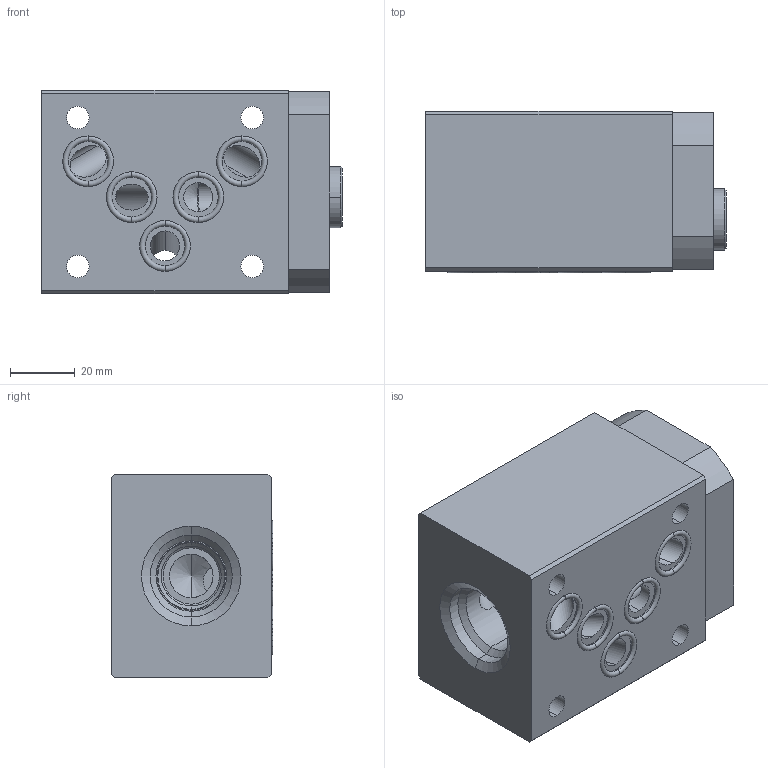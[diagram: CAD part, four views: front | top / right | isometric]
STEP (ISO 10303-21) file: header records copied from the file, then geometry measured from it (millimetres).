
FILE_DESCRIPTION (( 'STEP AP203' ), '1' );
FILE_NAME ('MH05CBW-11A3-G02-Z21.STEP', '2025-01-10T02:28:00', ( 'user' ), ( '' ), 'SwSTEP 2.0', 'SolidWorks 2018', '' );
FILE_SCHEMA (( 'CONFIG_CONTROL_DESIGN' ));
Length unit declared in the file: millimetre
Products named in the file (6): 4KE161101A001; MH05CBW-11A3-G02-Z21; 6DBG02A001; 4KAA014AA001_組合用; 6EC05040CBWXXA001; 7DBG02A001
Assembly tree (9 placements, depth 3):
  MH05CBW-11A3-G02-Z21
    4KAA014AA001_組合用  x5
    6EC05040CBWXXA001
    7DBG02A001
      4KE161101A001
      6DBG02A001
Bounding box: 92.9 x 49.98 x 63 mm (x, y, z)
Volume: 227928.6 mm3; surface area: 44615.9 mm2
Topology: 8 solids, 8 shells, 540 faces, 1473 edges, 954 vertices
Faces by surface type: cylinder 234, plane 182, cone 54, bspline 50, torus 20
Entity records: 21628 total; most frequent: CARTESIAN_POINT 7747, ORIENTED_EDGE 2858, DIRECTION 2644, EDGE_CURVE 1429, AXIS2_PLACEMENT_3D 948, VERTEX_POINT 938, LINE 748, VECTOR 748
